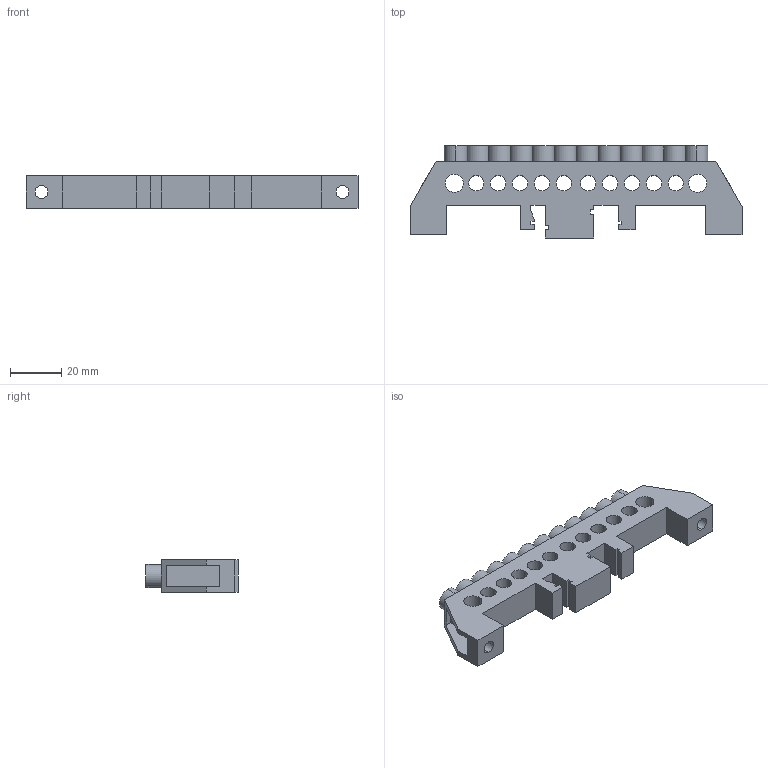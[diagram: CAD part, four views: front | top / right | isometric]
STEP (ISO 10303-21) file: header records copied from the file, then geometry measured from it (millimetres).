
FILE_DESCRIPTION (( 'STEP AP214' ), '1' );
FILE_NAME ('YNN10-812-12DP-K05 Øèíà ÐÅ çåìëÿ â êîìá DIN-èçîë Ñòîéêà ØÍÈ-8õ12-12-ÊÑ-Æ ÈÝÊ.STEP', '2016-08-24T12:36:34', ( 'user' ), ( '' ), 'SwSTEP 2.0', 'SolidWorks 2014', '' );
FILE_SCHEMA (( 'AUTOMOTIVE_DESIGN' ));
Length unit declared in the file: millimetre
Products named in the file (1): YNN10-812-12DP-K05 Øèíà ÐÅ çåìëÿ â êîìá DIN-èçîë Ñòîéêà ØÍÈ-8õ12-12-ÊÑ-Æ ÈÝÊ
Bounding box: 129 x 35.8 x 12.5 mm (x, y, z)
Volume: 27174 mm3; surface area: 17133.9 mm2
Topology: 1 solids, 1 shells, 152 faces, 411 edges, 274 vertices
Faces by surface type: cylinder 88, plane 64
Entity records: 4941 total; most frequent: DIRECTION 893, CARTESIAN_POINT 838, ORIENTED_EDGE 822, EDGE_CURVE 411, AXIS2_PLACEMENT_3D 329, VERTEX_POINT 274, VECTOR 235, LINE 235
